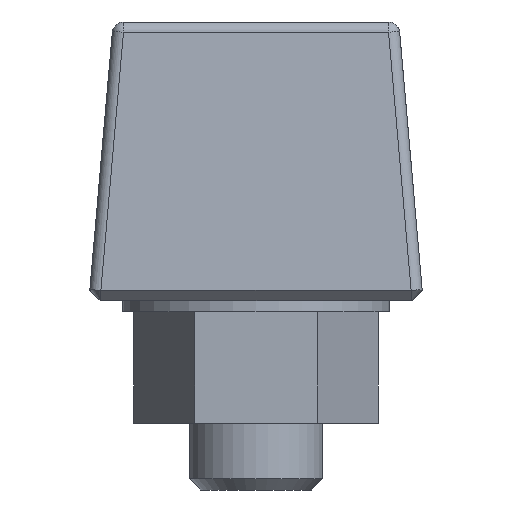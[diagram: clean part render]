
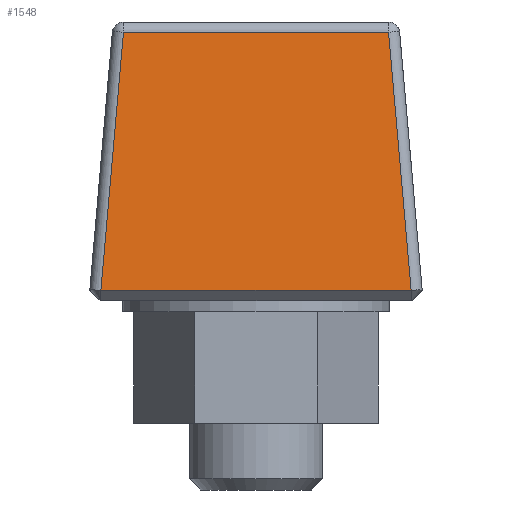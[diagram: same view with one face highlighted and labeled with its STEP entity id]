
A CAD part, front view. The second image highlights one B-rep face of the part: STEP entity #1548.
In plain terms, the highlighted planar face has unit normal (0, -0.996, 0.087).
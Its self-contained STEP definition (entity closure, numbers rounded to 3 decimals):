
#143=LINE('',#2305,#257);
#174=LINE('',#2627,#288);
#175=LINE('',#2629,#289);
#177=LINE('',#2632,#291);
#257=VECTOR('',#1803,1000.);
#288=VECTOR('',#1932,1000.);
#289=VECTOR('',#1935,1000.);
#291=VECTOR('',#1939,1000.);
#591=ORIENTED_EDGE('',*,*,#879,.T.);
#592=ORIENTED_EDGE('',*,*,#801,.T.);
#593=ORIENTED_EDGE('',*,*,#882,.T.);
#594=ORIENTED_EDGE('',*,*,#880,.T.);
#801=EDGE_CURVE('',#1006,#1002,#143,.T.);
#879=EDGE_CURVE('',#1048,#1006,#174,.T.);
#880=EDGE_CURVE('',#1049,#1048,#175,.T.);
#882=EDGE_CURVE('',#1002,#1049,#177,.T.);
#1002=VERTEX_POINT('',#2277);
#1006=VERTEX_POINT('',#2302);
#1048=VERTEX_POINT('',#2581);
#1049=VERTEX_POINT('',#2585);
#1227=EDGE_LOOP('',(#591,#592,#593,#594));
#1363=FACE_BOUND('',#1227,.T.);
#1452=PLANE('',#1709);
#1548=ADVANCED_FACE('',(#1363),#1452,.T.);
#1709=AXIS2_PLACEMENT_3D('',#2709,#2034,#2035);
#1803=DIRECTION('',(1.,0.,0.));
#1932=DIRECTION('',(-0.087,-0.087,-0.992));
#1935=DIRECTION('',(-1.,0.,0.));
#1939=DIRECTION('',(-0.087,0.087,0.992));
#2034=DIRECTION('',(0.,-0.996,0.087));
#2035=DIRECTION('',(0.,-0.087,-0.996));
#2277=CARTESIAN_POINT('',(13.923,-141.42,0.92));
#2302=CARTESIAN_POINT('',(-13.923,-141.42,0.92));
#2305=CARTESIAN_POINT('',(14.004,-141.42,0.92));
#2581=CARTESIAN_POINT('',(-11.896,-139.393,24.087));
#2585=CARTESIAN_POINT('',(11.896,-139.393,24.087));
#2627=CARTESIAN_POINT('',(-14.011,-141.508,-0.086));
#2629=CARTESIAN_POINT('',(-15.,-139.393,24.087));
#2632=CARTESIAN_POINT('',(13.785,-141.281,2.499));
#2709=CARTESIAN_POINT('',(-15.,-141.5,0.));
